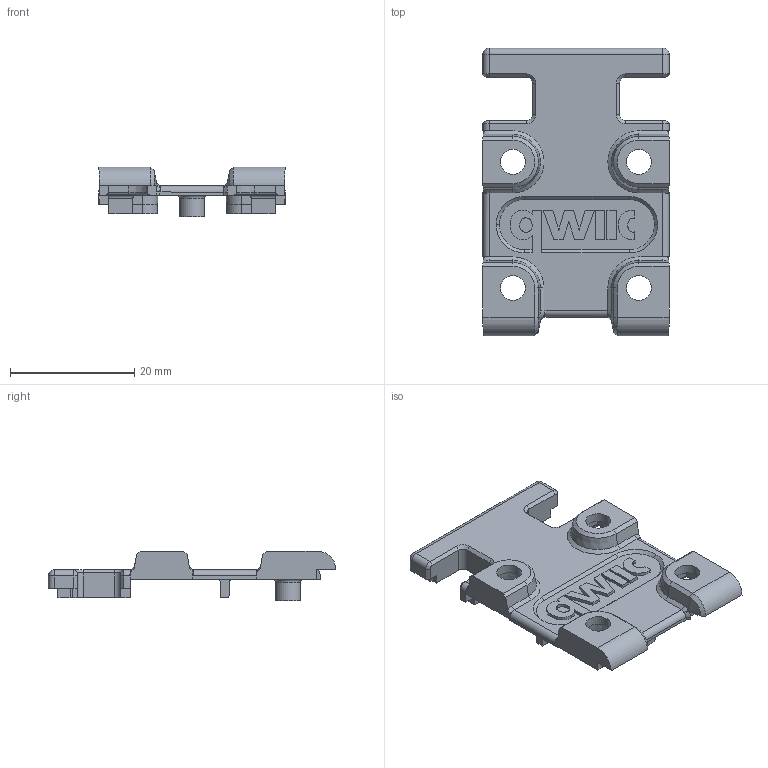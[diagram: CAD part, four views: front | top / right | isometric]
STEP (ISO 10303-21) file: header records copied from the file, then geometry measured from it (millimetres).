
FILE_DESCRIPTION(/* description */ (''),/* implementation_level */ '2;1');
FILE_NAME(/* name */ 'Top Shell.step',/* time_stamp */ '2021-09-05T12:36:57-04:00',/* author */ (''),/* organization */ (''),/* preprocessor_version */ 'ST-DEVELOPER v18.1',/* originating_system */ 'Autodesk Translation Framework v10.10.0.1391',/* authorisation */ '');
FILE_SCHEMA (('AUTOMOTIVE_DESIGN { 1 0 10303 214 3 1 1 }'));
Length unit declared in the file: millimetre
Products named in the file (1): Top Shell
Bounding box: 30 x 46.35 x 8 mm (x, y, z)
Volume: 2338.6 mm3; surface area: 3782 mm2
Topology: 1 solids, 1 shells, 347 faces, 886 edges, 553 vertices
Faces by surface type: plane 196, cylinder 62, bspline 54, cone 28, torus 5, sphere 2
Full cylindrical faces by diameter (mm): 2 x1, 4 x5
Entity records: 11066 total; most frequent: CARTESIAN_POINT 3037, ORIENTED_EDGE 1772, DIRECTION 1482, EDGE_CURVE 886, LINE 606, VECTOR 606, VERTEX_POINT 553, AXIS2_PLACEMENT_3D 438
